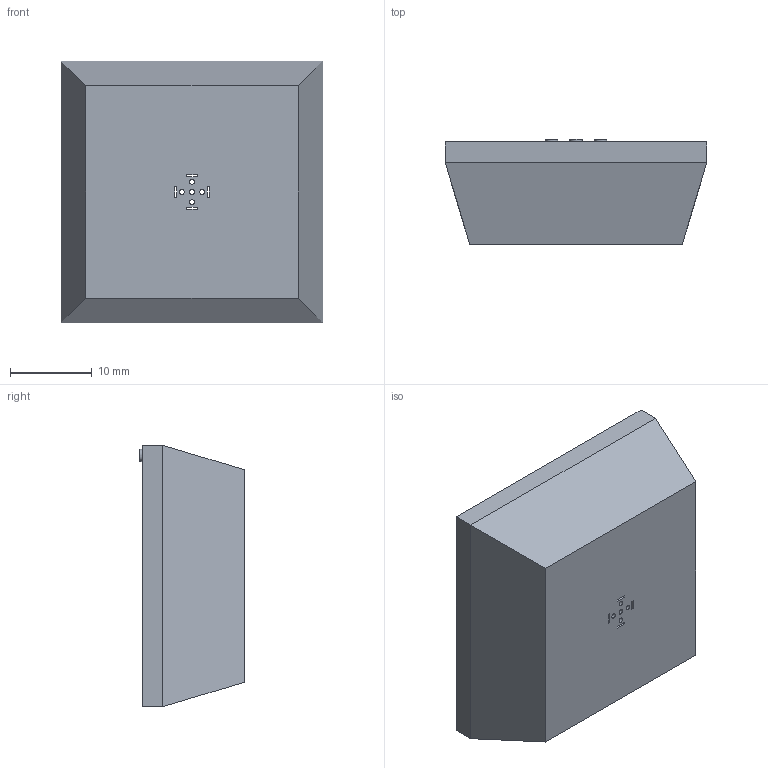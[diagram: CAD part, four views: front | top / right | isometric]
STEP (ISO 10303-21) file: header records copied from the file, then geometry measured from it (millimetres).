
FILE_DESCRIPTION(/* description */ (''),/* implementation_level */ '2;1');
FILE_NAME(/* name */ 'StemCavity.step',/* time_stamp */ '2021-03-11T22:52:44-05:00',/* author */ (''),/* organization */ (''),/* preprocessor_version */ 'ST-DEVELOPER v18.1',/* originating_system */ 'Autodesk Translation Framework v9.10.0.1330',/* authorisation */ '');
FILE_SCHEMA (('AUTOMOTIVE_DESIGN { 1 0 10303 214 3 1 1 }'));
Length unit declared in the file: millimetre
Products named in the file (1): MX-Sprue (1) (1)
Bounding box: 32 x 12.8 x 32 mm (x, y, z)
Volume: 7872.1 mm3; surface area: 4245.7 mm2
Topology: 1 solids, 1 shells, 75 faces, 209 edges, 140 vertices
Faces by surface type: plane 51, cylinder 24
Full cylindrical faces by diameter (mm): 0.6 x5, 1.5 x3, 3.15 x4, 5.6 x1
Entity records: 2489 total; most frequent: CARTESIAN_POINT 425, ORIENTED_EDGE 418, DIRECTION 415, EDGE_CURVE 209, LINE 155, VECTOR 155, VERTEX_POINT 140, AXIS2_PLACEMENT_3D 130
